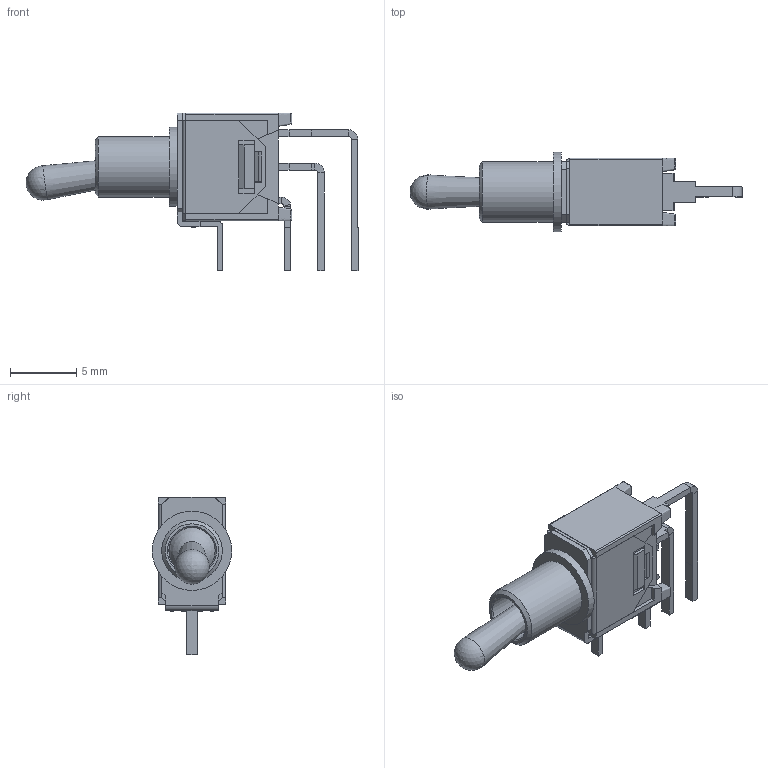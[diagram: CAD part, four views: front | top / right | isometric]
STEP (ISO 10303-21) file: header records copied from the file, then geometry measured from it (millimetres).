
FILE_DESCRIPTION(/* description */ (''),/* implementation_level */ '2;1');
FILE_NAME(/* name */ 'TS-41L.step',/* time_stamp */ '2021-11-06T17:39:21+03:00',/* author */ (''),/* organization */ (''),/* preprocessor_version */ 'ST-DEVELOPER v18.1',/* originating_system */ 'Autodesk Translation Framework v10.10.0.1391',/* authorisation */ '');
FILE_SCHEMA (('AUTOMOTIVE_DESIGN { 1 0 10303 214 3 1 1 }'));
Length unit declared in the file: millimetre
Products named in the file (2): ts-41l; Component1
Assembly tree (1 placements, depth 2):
  ts-41l
    Component1
Bounding box: 25.09 x 6 x 11.94 mm (x, y, z)
Volume: 437.9 mm3; surface area: 1034.3 mm2
Topology: 8 solids, 8 shells, 233 faces, 600 edges, 386 vertices
Faces by surface type: plane 193, cylinder 22, bspline 12, sphere 3, cone 3
Full cylindrical faces by diameter (mm): 3.5 x2, 4.58 x1, 6 x1
Entity records: 9271 total; most frequent: CARTESIAN_POINT 3568, ORIENTED_EDGE 1196, DIRECTION 1087, EDGE_CURVE 598, LINE 493, VECTOR 493, VERTEX_POINT 386, AXIS2_PLACEMENT_3D 297
